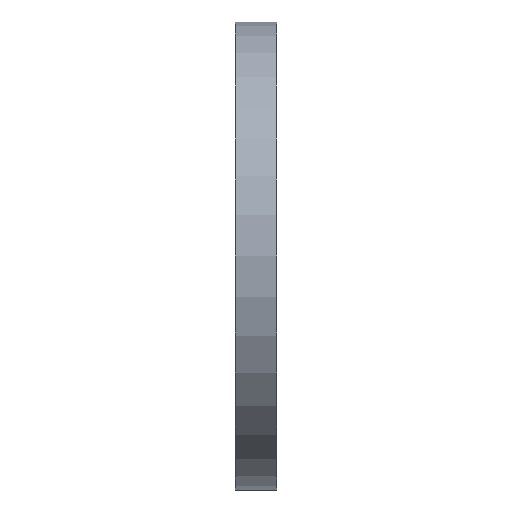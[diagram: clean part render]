
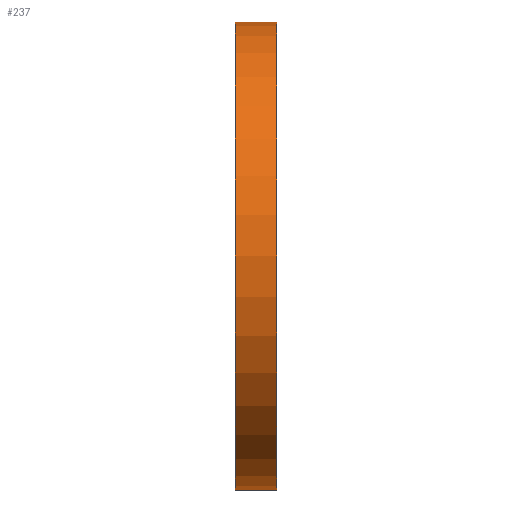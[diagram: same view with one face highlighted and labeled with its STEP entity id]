
A CAD part, left-side view. The second image highlights one B-rep face of the part: STEP entity #237.
In plain terms, the highlighted cylindrical face has radius 125 mm (diameter 250 mm), a partial arc.
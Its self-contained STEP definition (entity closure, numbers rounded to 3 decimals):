
#13 = CIRCLE ( 'NONE', #213, 125. ) ;
#33 = EDGE_CURVE ( 'NONE', #861, #713, #661, .T. ) ;
#45 = EDGE_CURVE ( 'NONE', #168, #861, #13, .T. ) ;
#49 = CARTESIAN_POINT ( 'NONE',  ( 0., 34.695, -125. ) ) ;
#65 = ORIENTED_EDGE ( 'NONE', *, *, #736, .F. ) ;
#104 = DIRECTION ( 'NONE',  ( 0., 0., 1. ) ) ;
#168 = VERTEX_POINT ( 'NONE', #568 ) ;
#203 = CARTESIAN_POINT ( 'NONE',  ( 0., 34.695, 0. ) ) ;
#213 = AXIS2_PLACEMENT_3D ( 'NONE', #738, #672, #606 ) ;
#221 = VERTEX_POINT ( 'NONE', #534 ) ;
#235 = ORIENTED_EDGE ( 'NONE', *, *, #659, .F. ) ;
#237 = ADVANCED_FACE ( 'NONE', ( #614 ), #328, .T. ) ;
#328 = CYLINDRICAL_SURFACE ( 'NONE', #362, 125. ) ;
#362 = AXIS2_PLACEMENT_3D ( 'NONE', #203, #468, #817 ) ;
#468 = DIRECTION ( 'NONE',  ( 0., 1., 0. ) ) ;
#534 = CARTESIAN_POINT ( 'NONE',  ( 0., 22., -125. ) ) ;
#568 = CARTESIAN_POINT ( 'NONE',  ( 0., 0., -125. ) ) ;
#586 = CARTESIAN_POINT ( 'NONE',  ( 0., 22., 125. ) ) ;
#598 = CARTESIAN_POINT ( 'NONE',  ( 0., 0., 125. ) ) ;
#600 = CARTESIAN_POINT ( 'NONE',  ( 0., 34.695, 125. ) ) ;
#606 = DIRECTION ( 'NONE',  ( 0., 0., 1. ) ) ;
#614 = FACE_OUTER_BOUND ( 'NONE', #630, .T. ) ;
#630 = EDGE_LOOP ( 'NONE', ( #65, #832, #755, #235 ) ) ;
#633 = CARTESIAN_POINT ( 'NONE',  ( 0., 22., 0. ) ) ;
#659 = EDGE_CURVE ( 'NONE', #221, #713, #730, .T. ) ;
#661 = LINE ( 'NONE', #600, #726 ) ;
#672 = DIRECTION ( 'NONE',  ( 0., 1., 0. ) ) ;
#686 = AXIS2_PLACEMENT_3D ( 'NONE', #633, #708, #104 ) ;
#708 = DIRECTION ( 'NONE',  ( 0., 1., 0. ) ) ;
#713 = VERTEX_POINT ( 'NONE', #586 ) ;
#726 = VECTOR ( 'NONE', #806, 1000. ) ;
#730 = CIRCLE ( 'NONE', #686, 125. ) ;
#736 = EDGE_CURVE ( 'NONE', #168, #221, #867, .T. ) ;
#738 = CARTESIAN_POINT ( 'NONE',  ( 0., 0., 0. ) ) ;
#755 = ORIENTED_EDGE ( 'NONE', *, *, #33, .T. ) ;
#806 = DIRECTION ( 'NONE',  ( 0., 1., 0. ) ) ;
#810 = VECTOR ( 'NONE', #864, 1000. ) ;
#817 = DIRECTION ( 'NONE',  ( 0., 0., 1. ) ) ;
#832 = ORIENTED_EDGE ( 'NONE', *, *, #45, .T. ) ;
#861 = VERTEX_POINT ( 'NONE', #598 ) ;
#864 = DIRECTION ( 'NONE',  ( 0., 1., 0. ) ) ;
#867 = LINE ( 'NONE', #49, #810 ) ;
